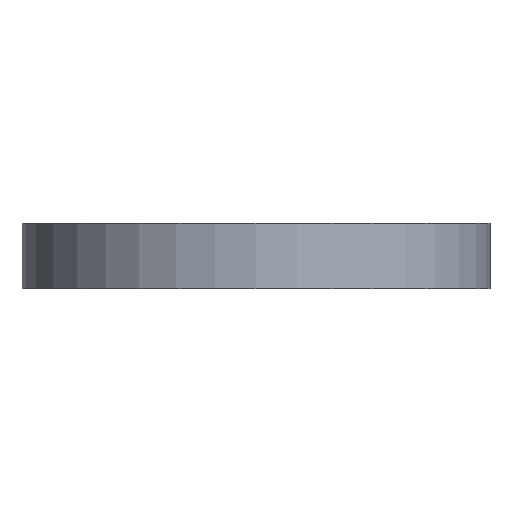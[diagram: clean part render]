
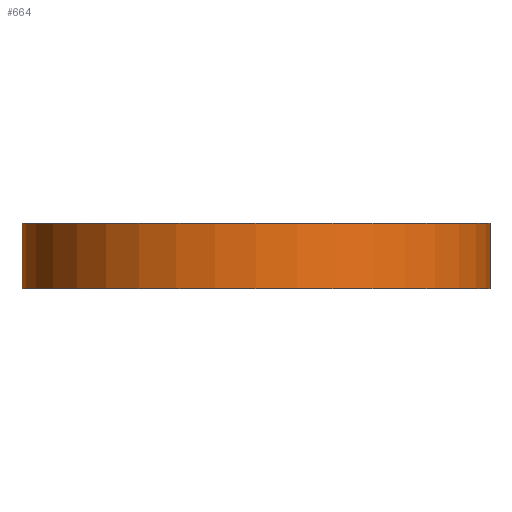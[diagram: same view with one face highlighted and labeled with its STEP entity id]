
A CAD part, front view. The second image highlights one B-rep face of the part: STEP entity #664.
In plain terms, the highlighted cylindrical face has radius 25.4 mm (diameter 50.8 mm), a partial arc.
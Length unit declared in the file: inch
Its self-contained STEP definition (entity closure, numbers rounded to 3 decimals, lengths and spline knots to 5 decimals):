
#46 = CARTESIAN_POINT ( 'NONE',  ( -3.6849, -2.3755, 0.28 ) ) ;
#87 = EDGE_CURVE ( 'NONE', #442, #265, #1782, .T. ) ;
#115 = LINE ( 'NONE', #786, #865 ) ;
#151 = AXIS2_PLACEMENT_3D ( 'NONE', #630, #1992, #1663 ) ;
#204 = VERTEX_POINT ( 'NONE', #46 ) ;
#265 = VERTEX_POINT ( 'NONE', #577 ) ;
#336 = VECTOR ( 'NONE', #925, 39.37008 ) ;
#387 = LINE ( 'NONE', #417, #336 ) ;
#417 = CARTESIAN_POINT ( 'NONE',  ( -1.6849, -2.3755, 0.25 ) ) ;
#442 = VERTEX_POINT ( 'NONE', #1855 ) ;
#451 = DIRECTION ( 'NONE',  ( 0., 0., 1. ) ) ;
#577 = CARTESIAN_POINT ( 'NONE',  ( -1.6849, -2.3755, 0. ) ) ;
#630 = CARTESIAN_POINT ( 'NONE',  ( -2.6849, -2.3755, 0. ) ) ;
#646 = CARTESIAN_POINT ( 'NONE',  ( -2.6849, -2.3755, 0.25 ) ) ;
#664 = ADVANCED_FACE ( 'NONE', ( #2164 ), #1325, .T. ) ;
#786 = CARTESIAN_POINT ( 'NONE',  ( -3.6849, -2.3755, 0.25 ) ) ;
#789 = AXIS2_PLACEMENT_3D ( 'NONE', #1453, #451, #1507 ) ;
#865 = VECTOR ( 'NONE', #1460, 39.37008 ) ;
#925 = DIRECTION ( 'NONE',  ( 0., 0., -1. ) ) ;
#1131 = DIRECTION ( 'NONE',  ( -1., 0., 0. ) ) ;
#1189 = EDGE_LOOP ( 'NONE', ( #1518, #2083, #1194, #1841 ) ) ;
#1194 = ORIENTED_EDGE ( 'NONE', *, *, #1445, .T. ) ;
#1325 = CYLINDRICAL_SURFACE ( 'NONE', #1928, 1. ) ;
#1445 = EDGE_CURVE ( 'NONE', #204, #442, #115, .T. ) ;
#1453 = CARTESIAN_POINT ( 'NONE',  ( -2.6849, -2.3755, 0.28 ) ) ;
#1460 = DIRECTION ( 'NONE',  ( 0., 0., -1. ) ) ;
#1507 = DIRECTION ( 'NONE',  ( 1., 0., 0. ) ) ;
#1518 = ORIENTED_EDGE ( 'NONE', *, *, #1951, .F. ) ;
#1663 = DIRECTION ( 'NONE',  ( 1., 0., 0. ) ) ;
#1670 = VERTEX_POINT ( 'NONE', #2132 ) ;
#1725 = EDGE_CURVE ( 'NONE', #204, #1670, #2133, .T. ) ;
#1782 = CIRCLE ( 'NONE', #151, 1. ) ;
#1841 = ORIENTED_EDGE ( 'NONE', *, *, #87, .T. ) ;
#1855 = CARTESIAN_POINT ( 'NONE',  ( -3.6849, -2.3755, 0. ) ) ;
#1928 = AXIS2_PLACEMENT_3D ( 'NONE', #646, #2006, #1131 ) ;
#1951 = EDGE_CURVE ( 'NONE', #1670, #265, #387, .T. ) ;
#1992 = DIRECTION ( 'NONE',  ( 0., 0., 1. ) ) ;
#2006 = DIRECTION ( 'NONE',  ( 0., 0., -1. ) ) ;
#2083 = ORIENTED_EDGE ( 'NONE', *, *, #1725, .F. ) ;
#2132 = CARTESIAN_POINT ( 'NONE',  ( -1.6849, -2.3755, 0.28 ) ) ;
#2133 = CIRCLE ( 'NONE', #789, 1. ) ;
#2164 = FACE_OUTER_BOUND ( 'NONE', #1189, .T. ) ;
